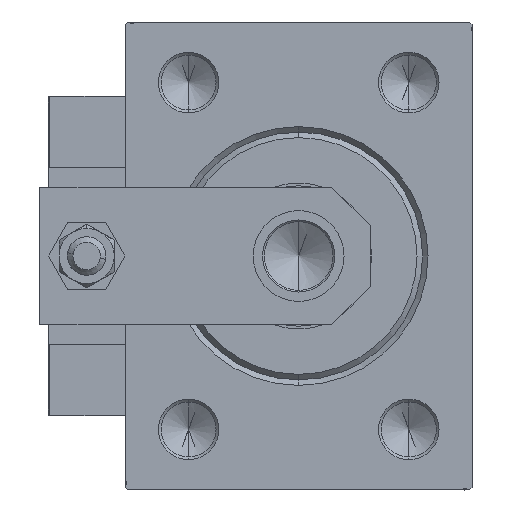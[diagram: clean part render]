
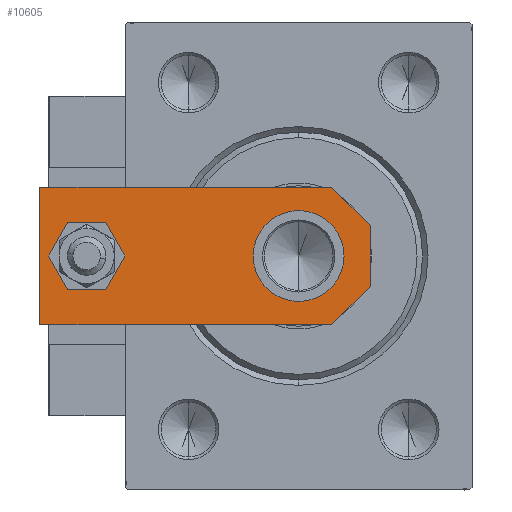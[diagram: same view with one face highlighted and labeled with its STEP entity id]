
A CAD part, left-side view. The second image highlights one B-rep face of the part: STEP entity #10605.
In plain terms, the highlighted face is planar.
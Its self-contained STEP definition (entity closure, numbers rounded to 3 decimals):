
#144 = CARTESIAN_POINT ( 'NONE',  ( -12.5, 60., 6. ) ) ;
#266 = VECTOR ( 'NONE', #35258, 1000. ) ;
#391 = CARTESIAN_POINT ( 'NONE',  ( 12.5, 60., 6. ) ) ;
#1122 = ORIENTED_EDGE ( 'NONE', *, *, #37384, .T. ) ;
#1209 = CIRCLE ( 'NONE', #12070, 4. ) ;
#1450 = CARTESIAN_POINT ( 'NONE',  ( 0., 51.5, 6. ) ) ;
#1533 = VERTEX_POINT ( 'NONE', #14149 ) ;
#2022 = CARTESIAN_POINT ( 'NONE',  ( -5.5, 0., 6. ) ) ;
#2245 = CIRCLE ( 'NONE', #31474, 4. ) ;
#2704 = CARTESIAN_POINT ( 'NONE',  ( 4., 51.5, 6. ) ) ;
#2791 = DIRECTION ( 'NONE',  ( 0.707, -0.707, 0. ) ) ;
#3819 = EDGE_CURVE ( 'NONE', #47387, #4119, #6500, .T. ) ;
#3967 = EDGE_LOOP ( 'NONE', ( #7548, #20560, #9998, #41424, #11127, #1122 ) ) ;
#4119 = VERTEX_POINT ( 'NONE', #391 ) ;
#6114 = EDGE_CURVE ( 'NONE', #45655, #21927, #26085, .T. ) ;
#6188 = CIRCLE ( 'NONE', #47967, 8.25 ) ;
#6500 = LINE ( 'NONE', #14851, #266 ) ;
#6680 = VECTOR ( 'NONE', #31016, 1000. ) ;
#7207 = ORIENTED_EDGE ( 'NONE', *, *, #13625, .F. ) ;
#7548 = ORIENTED_EDGE ( 'NONE', *, *, #6114, .T. ) ;
#7816 = LINE ( 'NONE', #11997, #22677 ) ;
#8404 = VECTOR ( 'NONE', #13288, 1000. ) ;
#9289 = CARTESIAN_POINT ( 'NONE',  ( 0., 51.5, 6. ) ) ;
#9496 = AXIS2_PLACEMENT_3D ( 'NONE', #22567, #34100, #30182 ) ;
#9812 = DIRECTION ( 'NONE',  ( 1., 0., 0. ) ) ;
#9998 = ORIENTED_EDGE ( 'NONE', *, *, #31617, .T. ) ;
#10375 = LINE ( 'NONE', #26321, #14913 ) ;
#10605 = ADVANCED_FACE ( 'NONE', ( #21583, #49850, #18182 ), #13998, .T. ) ;
#10879 = CARTESIAN_POINT ( 'NONE',  ( -12.5, 0., 6. ) ) ;
#11127 = ORIENTED_EDGE ( 'NONE', *, *, #3819, .T. ) ;
#11997 = CARTESIAN_POINT ( 'NONE',  ( 2.75, -2.75, 6. ) ) ;
#12070 = AXIS2_PLACEMENT_3D ( 'NONE', #1450, #29426, #25493 ) ;
#12601 = VERTEX_POINT ( 'NONE', #2022 ) ;
#13288 = DIRECTION ( 'NONE',  ( 0., -1., 0. ) ) ;
#13625 = EDGE_CURVE ( 'NONE', #50225, #36103, #1209, .T. ) ;
#13692 = VERTEX_POINT ( 'NONE', #39330 ) ;
#13745 = DIRECTION ( 'NONE',  ( 0., 0., 1. ) ) ;
#13778 = CARTESIAN_POINT ( 'NONE',  ( 5.5, 0., 6. ) ) ;
#13998 = PLANE ( 'NONE',  #28642 ) ;
#14149 = CARTESIAN_POINT ( 'NONE',  ( -8.25, 13., 6. ) ) ;
#14851 = CARTESIAN_POINT ( 'NONE',  ( 12.5, 0., 6. ) ) ;
#14913 = VECTOR ( 'NONE', #2791, 1000. ) ;
#17020 = VERTEX_POINT ( 'NONE', #13778 ) ;
#18182 = FACE_BOUND ( 'NONE', #41344, .T. ) ;
#20560 = ORIENTED_EDGE ( 'NONE', *, *, #27277, .T. ) ;
#21583 = FACE_BOUND ( 'NONE', #24477, .T. ) ;
#21735 = VECTOR ( 'NONE', #39754, 1000. ) ;
#21927 = VERTEX_POINT ( 'NONE', #41067 ) ;
#22123 = EDGE_CURVE ( 'NONE', #36103, #50225, #2245, .T. ) ;
#22567 = CARTESIAN_POINT ( 'NONE',  ( 0., 13., 6. ) ) ;
#22677 = VECTOR ( 'NONE', #51516, 1000. ) ;
#22720 = CARTESIAN_POINT ( 'NONE',  ( 12.5, 7., 6. ) ) ;
#22736 = ORIENTED_EDGE ( 'NONE', *, *, #44954, .F. ) ;
#23693 = CARTESIAN_POINT ( 'NONE',  ( -4., 51.5, 6. ) ) ;
#24307 = LINE ( 'NONE', #43670, #21735 ) ;
#24477 = EDGE_LOOP ( 'NONE', ( #7207, #41583 ) ) ;
#25493 = DIRECTION ( 'NONE',  ( 1., 0., 0. ) ) ;
#26085 = LINE ( 'NONE', #28998, #8404 ) ;
#26321 = CARTESIAN_POINT ( 'NONE',  ( -2.75, -2.75, 6. ) ) ;
#27277 = EDGE_CURVE ( 'NONE', #21927, #12601, #10375, .T. ) ;
#28320 = ORIENTED_EDGE ( 'NONE', *, *, #44751, .F. ) ;
#28642 = AXIS2_PLACEMENT_3D ( 'NONE', #37547, #13745, #9812 ) ;
#28827 = DIRECTION ( 'NONE',  ( 0., 0., 1. ) ) ;
#28998 = CARTESIAN_POINT ( 'NONE',  ( -12.5, 60., 6. ) ) ;
#29426 = DIRECTION ( 'NONE',  ( 0., 0., 1. ) ) ;
#30182 = DIRECTION ( 'NONE',  ( 1., 0., 0. ) ) ;
#31016 = DIRECTION ( 'NONE',  ( 1., 0., 0. ) ) ;
#31474 = AXIS2_PLACEMENT_3D ( 'NONE', #9289, #41205, #36251 ) ;
#31617 = EDGE_CURVE ( 'NONE', #12601, #17020, #42517, .T. ) ;
#32058 = CIRCLE ( 'NONE', #9496, 8.25 ) ;
#34100 = DIRECTION ( 'NONE',  ( 0., 0., 1. ) ) ;
#35258 = DIRECTION ( 'NONE',  ( 0., 1., 0. ) ) ;
#36103 = VERTEX_POINT ( 'NONE', #2704 ) ;
#36251 = DIRECTION ( 'NONE',  ( 1., 0., 0. ) ) ;
#37384 = EDGE_CURVE ( 'NONE', #4119, #45655, #24307, .T. ) ;
#37547 = CARTESIAN_POINT ( 'NONE',  ( 0., 0., 6. ) ) ;
#39330 = CARTESIAN_POINT ( 'NONE',  ( 8.25, 13., 6. ) ) ;
#39754 = DIRECTION ( 'NONE',  ( -1., 0., 0. ) ) ;
#39783 = EDGE_CURVE ( 'NONE', #17020, #47387, #7816, .T. ) ;
#41067 = CARTESIAN_POINT ( 'NONE',  ( -12.5, 7., 6. ) ) ;
#41205 = DIRECTION ( 'NONE',  ( 0., 0., 1. ) ) ;
#41344 = EDGE_LOOP ( 'NONE', ( #28320, #22736 ) ) ;
#41424 = ORIENTED_EDGE ( 'NONE', *, *, #39783, .T. ) ;
#41583 = ORIENTED_EDGE ( 'NONE', *, *, #22123, .F. ) ;
#42517 = LINE ( 'NONE', #10879, #6680 ) ;
#43670 = CARTESIAN_POINT ( 'NONE',  ( 12.5, 60., 6. ) ) ;
#44751 = EDGE_CURVE ( 'NONE', #1533, #13692, #32058, .T. ) ;
#44775 = DIRECTION ( 'NONE',  ( 1., 0., 0. ) ) ;
#44954 = EDGE_CURVE ( 'NONE', #13692, #1533, #6188, .T. ) ;
#45548 = CARTESIAN_POINT ( 'NONE',  ( 0., 13., 6. ) ) ;
#45655 = VERTEX_POINT ( 'NONE', #144 ) ;
#47387 = VERTEX_POINT ( 'NONE', #22720 ) ;
#47967 = AXIS2_PLACEMENT_3D ( 'NONE', #45548, #28827, #44775 ) ;
#49850 = FACE_OUTER_BOUND ( 'NONE', #3967, .T. ) ;
#50225 = VERTEX_POINT ( 'NONE', #23693 ) ;
#51516 = DIRECTION ( 'NONE',  ( 0.707, 0.707, 0. ) ) ;
